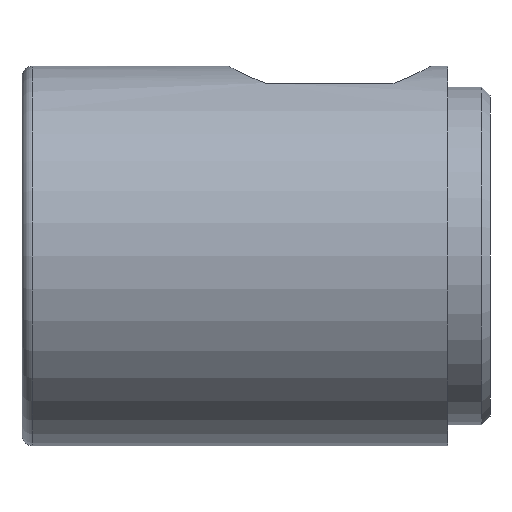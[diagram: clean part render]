
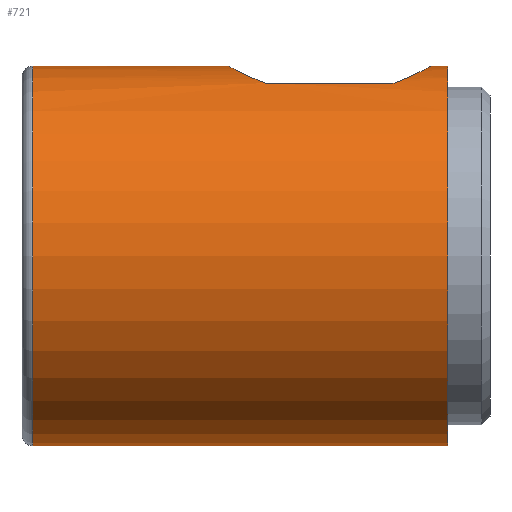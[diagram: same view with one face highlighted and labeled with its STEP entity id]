
A CAD part, front view. The second image highlights one B-rep face of the part: STEP entity #721.
In plain terms, the highlighted cylindrical face has radius 4.5 mm (diameter 9 mm), a partial arc.
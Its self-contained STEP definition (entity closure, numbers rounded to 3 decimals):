
#10 = CARTESIAN_POINT ( 'NONE',  ( 0.25, 0., 0. ) ) ;
#12 = EDGE_CURVE ( 'NONE', #1248, #168, #75, .T. ) ;
#19 = EDGE_CURVE ( 'NONE', #1248, #1355, #715, .T. ) ;
#35 = ORIENTED_EDGE ( 'NONE', *, *, #311, .T. ) ;
#47 = EDGE_CURVE ( 'NONE', #924, #363, #729, .T. ) ;
#63 = CARTESIAN_POINT ( 'NONE',  ( 10.1, 0., 0. ) ) ;
#73 = CARTESIAN_POINT ( 'NONE',  ( 5.777, -1.855, 4.1 ) ) ;
#75 = CIRCLE ( 'NONE', #455, 4.5 ) ;
#100 = CARTESIAN_POINT ( 'NONE',  ( 0., 0., -4.5 ) ) ;
#135 = VERTEX_POINT ( 'NONE', #645 ) ;
#136 = CARTESIAN_POINT ( 'NONE',  ( 0.25, 0., 4.5 ) ) ;
#168 = VERTEX_POINT ( 'NONE', #556 ) ;
#205 = AXIS2_PLACEMENT_3D ( 'NONE', #10, #399, #829 ) ;
#217 = ORIENTED_EDGE ( 'NONE', *, *, #272, .T. ) ;
#259 = CARTESIAN_POINT ( 'NONE',  ( 9.68, -0.36, 4.489 ) ) ;
#261 = LINE ( 'NONE', #673, #1101 ) ;
#265 = DIRECTION ( 'NONE',  ( 0., 0., 1. ) ) ;
#267 = CARTESIAN_POINT ( 'NONE',  ( 4.92, -0.36, 4.489 ) ) ;
#272 = EDGE_CURVE ( 'NONE', #168, #924, #975, .T. ) ;
#311 = EDGE_CURVE ( 'NONE', #614, #1054, #641, .T. ) ;
#363 = VERTEX_POINT ( 'NONE', #482 ) ;
#364 = CARTESIAN_POINT ( 'NONE',  ( 0., 0., 0. ) ) ;
#371 = CARTESIAN_POINT ( 'NONE',  ( 5.212, -1.196, 4.341 ) ) ;
#386 = CARTESIAN_POINT ( 'NONE',  ( 9.295, -1.346, 4.297 ) ) ;
#399 = DIRECTION ( 'NONE',  ( 1., 0., 0. ) ) ;
#432 = ORIENTED_EDGE ( 'NONE', *, *, #1285, .T. ) ;
#455 = AXIS2_PLACEMENT_3D ( 'NONE', #63, #1196, #265 ) ;
#457 = DIRECTION ( 'NONE',  ( -1., 0., 0. ) ) ;
#470 = CARTESIAN_POINT ( 'NONE',  ( 5.642, -1.744, 4.15 ) ) ;
#472 = CIRCLE ( 'NONE', #205, 4.5 ) ;
#482 = CARTESIAN_POINT ( 'NONE',  ( 8.823, -1.855, 4.1 ) ) ;
#486 = AXIS2_PLACEMENT_3D ( 'NONE', #364, #782, #1229 ) ;
#544 = CARTESIAN_POINT ( 'NONE',  ( 0., 0., 4.5 ) ) ;
#556 = CARTESIAN_POINT ( 'NONE',  ( 10.1, 0., 4.5 ) ) ;
#574 = VECTOR ( 'NONE', #457, 1000. ) ;
#610 = CARTESIAN_POINT ( 'NONE',  ( 9.7, 0., 4.5 ) ) ;
#612 = CARTESIAN_POINT ( 'NONE',  ( 0.25, 0., -4.5 ) ) ;
#614 = VERTEX_POINT ( 'NONE', #1301 ) ;
#641 = LINE ( 'NONE', #544, #574 ) ;
#645 = CARTESIAN_POINT ( 'NONE',  ( 5.777, -1.855, 4.1 ) ) ;
#673 = CARTESIAN_POINT ( 'NONE',  ( 0., -1.855, 4.1 ) ) ;
#681 = CARTESIAN_POINT ( 'NONE',  ( 4.9, -0.18, 4.5 ) ) ;
#715 = LINE ( 'NONE', #100, #1253 ) ;
#721 = ADVANCED_FACE ( 'NONE', ( #892 ), #1342, .T. ) ;
#722 = EDGE_CURVE ( 'NONE', #135, #363, #261, .T. ) ;
#729 = B_SPLINE_CURVE_WITH_KNOTS ( 'NONE', 3,
 ( #1026, #1014, #259, #1131, #909, #736, #386, #1160, #1177, #1157 ),
 .UNSPECIFIED., .F., .F.,
 ( 4, 2, 2, 2, 4 ),
 ( 0.002, 0.003, 0.003, 0.004, 0.004 ),
 .UNSPECIFIED. ) ;
#730 = EDGE_CURVE ( 'NONE', #135, #614, #786, .T. ) ;
#736 = CARTESIAN_POINT ( 'NONE',  ( 9.388, -1.196, 4.341 ) ) ;
#757 = EDGE_LOOP ( 'NONE', ( #936, #1158, #217, #1340, #1361, #1299, #35, #432 ) ) ;
#782 = DIRECTION ( 'NONE',  ( -1., 0., 0. ) ) ;
#786 = B_SPLINE_CURVE_WITH_KNOTS ( 'NONE', 3,
 ( #73, #470, #899, #1350, #371, #788, #1238, #267, #681, #1121 ),
 .UNSPECIFIED., .F., .F.,
 ( 4, 2, 2, 2, 4 ),
 ( 0., 0.001, 0.001, 0.002, 0.002 ),
 .UNSPECIFIED. ) ;
#788 = CARTESIAN_POINT ( 'NONE',  ( 5.06, -0.878, 4.416 ) ) ;
#817 = CARTESIAN_POINT ( 'NONE',  ( 10.1, 0., -4.5 ) ) ;
#829 = DIRECTION ( 'NONE',  ( 0., 0., -1. ) ) ;
#870 = DIRECTION ( 'NONE',  ( -1., 0., 0. ) ) ;
#884 = CARTESIAN_POINT ( 'NONE',  ( 0., 0., 4.5 ) ) ;
#892 = FACE_OUTER_BOUND ( 'NONE', #757, .T. ) ;
#899 = CARTESIAN_POINT ( 'NONE',  ( 5.521, -1.62, 4.201 ) ) ;
#909 = CARTESIAN_POINT ( 'NONE',  ( 9.54, -0.879, 4.416 ) ) ;
#924 = VERTEX_POINT ( 'NONE', #610 ) ;
#936 = ORIENTED_EDGE ( 'NONE', *, *, #19, .F. ) ;
#975 = LINE ( 'NONE', #884, #1345 ) ;
#998 = DIRECTION ( 'NONE',  ( -1., 0., 0. ) ) ;
#1014 = CARTESIAN_POINT ( 'NONE',  ( 9.7, -0.182, 4.5 ) ) ;
#1026 = CARTESIAN_POINT ( 'NONE',  ( 9.7, 0., 4.5 ) ) ;
#1054 = VERTEX_POINT ( 'NONE', #136 ) ;
#1101 = VECTOR ( 'NONE', #1114, 1000. ) ;
#1114 = DIRECTION ( 'NONE',  ( 1., 0., 0. ) ) ;
#1121 = CARTESIAN_POINT ( 'NONE',  ( 4.9, 0., 4.5 ) ) ;
#1131 = CARTESIAN_POINT ( 'NONE',  ( 9.6, -0.708, 4.447 ) ) ;
#1157 = CARTESIAN_POINT ( 'NONE',  ( 8.823, -1.855, 4.1 ) ) ;
#1158 = ORIENTED_EDGE ( 'NONE', *, *, #12, .T. ) ;
#1160 = CARTESIAN_POINT ( 'NONE',  ( 9.079, -1.62, 4.201 ) ) ;
#1177 = CARTESIAN_POINT ( 'NONE',  ( 8.958, -1.744, 4.15 ) ) ;
#1196 = DIRECTION ( 'NONE',  ( -1., 0., 0. ) ) ;
#1229 = DIRECTION ( 'NONE',  ( 0., 0., 1. ) ) ;
#1238 = CARTESIAN_POINT ( 'NONE',  ( 5.001, -0.712, 4.447 ) ) ;
#1248 = VERTEX_POINT ( 'NONE', #817 ) ;
#1253 = VECTOR ( 'NONE', #998, 1000. ) ;
#1285 = EDGE_CURVE ( 'NONE', #1054, #1355, #472, .T. ) ;
#1299 = ORIENTED_EDGE ( 'NONE', *, *, #730, .T. ) ;
#1301 = CARTESIAN_POINT ( 'NONE',  ( 4.9, 0., 4.5 ) ) ;
#1340 = ORIENTED_EDGE ( 'NONE', *, *, #47, .T. ) ;
#1342 = CYLINDRICAL_SURFACE ( 'NONE', #486, 4.5 ) ;
#1345 = VECTOR ( 'NONE', #870, 1000. ) ;
#1350 = CARTESIAN_POINT ( 'NONE',  ( 5.306, -1.347, 4.296 ) ) ;
#1355 = VERTEX_POINT ( 'NONE', #612 ) ;
#1361 = ORIENTED_EDGE ( 'NONE', *, *, #722, .F. ) ;
